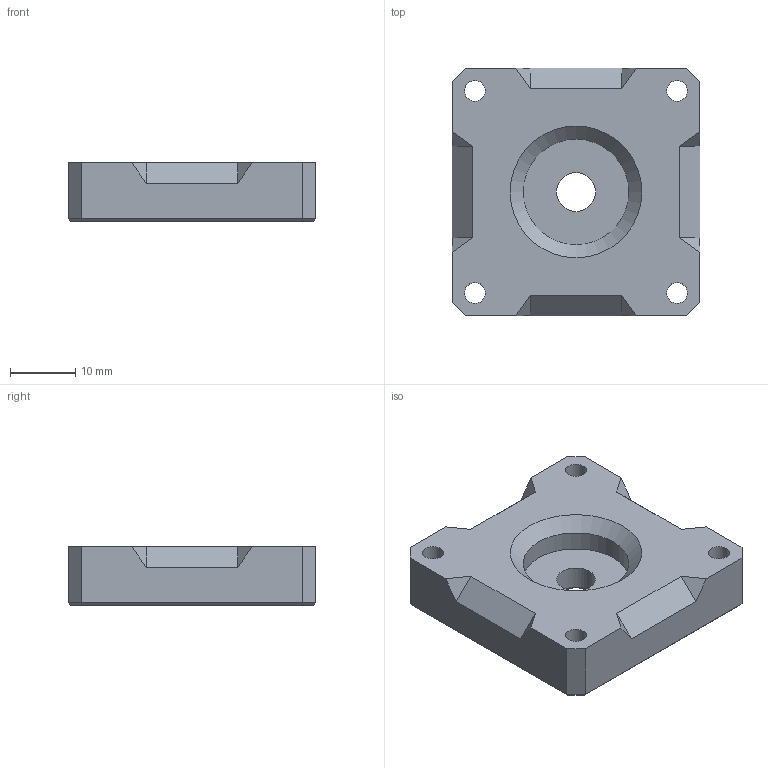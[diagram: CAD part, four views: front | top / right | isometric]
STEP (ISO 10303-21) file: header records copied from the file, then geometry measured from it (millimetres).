
FILE_DESCRIPTION(/* description */ (''),/* implementation_level */ '2;1');
FILE_NAME(/* name */ 'pillow_block.step',/* time_stamp */ '2022-06-24T10:07:01+01:00',/* author */ (''),/* organization */ (''),/* preprocessor_version */ 'ST-DEVELOPER v19',/* originating_system */ 'Autodesk Translation Framework v11.7.0.108',/* authorisation */ '');
FILE_SCHEMA (('AUTOMOTIVE_DESIGN { 1 0 10303 214 3 1 1 }'));
Length unit declared in the file: millimetre
Products named in the file (1): pillow_block
Bounding box: 38 x 38 x 9 mm (x, y, z)
Volume: 11050 mm3; surface area: 4562.4 mm2
Topology: 1 solids, 1 shells, 43 faces, 106 edges, 66 vertices
Faces by surface type: plane 31, cone 6, cylinder 6
Full cylindrical faces by diameter (mm): 3.2 x4, 6 x1, 16.2 x1
Entity records: 1299 total; most frequent: CARTESIAN_POINT 216, ORIENTED_EDGE 212, DIRECTION 212, EDGE_CURVE 106, LINE 88, VECTOR 88, VERTEX_POINT 66, AXIS2_PLACEMENT_3D 62
